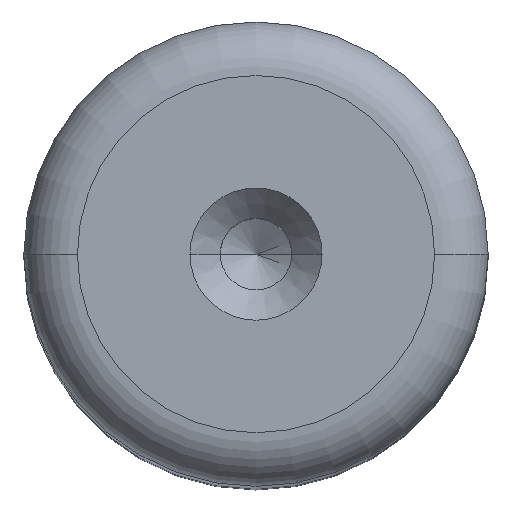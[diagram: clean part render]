
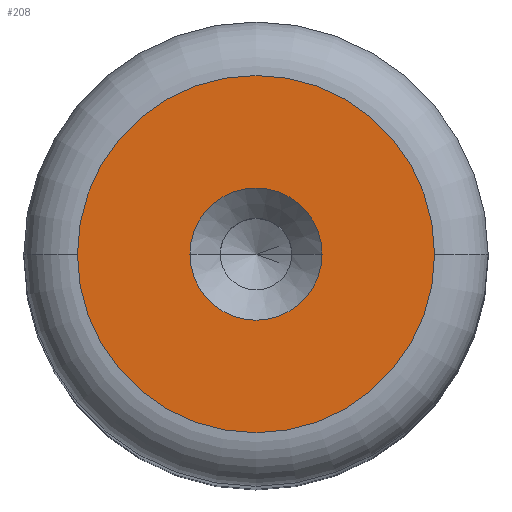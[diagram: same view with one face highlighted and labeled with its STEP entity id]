
A CAD part, top view. The second image highlights one B-rep face of the part: STEP entity #208.
In plain terms, the highlighted planar face has unit normal (0, 0, 1).
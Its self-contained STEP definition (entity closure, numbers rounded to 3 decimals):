
#4 = VERTEX_POINT ( 'NONE', #1563 ) ;
#16 = CARTESIAN_POINT ( 'NONE',  ( -5., 0., 60. ) ) ;
#128 = DIRECTION ( 'NONE',  ( 0., 0., 1. ) ) ;
#179 = CARTESIAN_POINT ( 'NONE',  ( 1.85, 0., 60. ) ) ;
#197 = EDGE_LOOP ( 'NONE', ( #1348, #979 ) ) ;
#200 = EDGE_LOOP ( 'NONE', ( #539, #1109 ) ) ;
#208 = ADVANCED_FACE ( 'NONE', ( #465, #393 ), #918, .T. ) ;
#222 = CARTESIAN_POINT ( 'NONE',  ( 0., 0., 60. ) ) ;
#234 = DIRECTION ( 'NONE',  ( 0., 0., 1. ) ) ;
#236 = VERTEX_POINT ( 'NONE', #16 ) ;
#293 = CARTESIAN_POINT ( 'NONE',  ( -1.85, 0., 60. ) ) ;
#321 = DIRECTION ( 'NONE',  ( 0., 0., 1. ) ) ;
#327 = VERTEX_POINT ( 'NONE', #293 ) ;
#349 = DIRECTION ( 'NONE',  ( 1., 0., 0. ) ) ;
#393 = FACE_OUTER_BOUND ( 'NONE', #197, .T. ) ;
#397 = VERTEX_POINT ( 'NONE', #179 ) ;
#410 = CIRCLE ( 'NONE', #790, 5. ) ;
#465 = FACE_BOUND ( 'NONE', #200, .T. ) ;
#534 = AXIS2_PLACEMENT_3D ( 'NONE', #858, #128, #978 ) ;
#539 = ORIENTED_EDGE ( 'NONE', *, *, #1007, .F. ) ;
#631 = DIRECTION ( 'NONE',  ( 1., 0., 0. ) ) ;
#677 = CARTESIAN_POINT ( 'NONE',  ( 0., 0., 60. ) ) ;
#708 = CIRCLE ( 'NONE', #1301, 5. ) ;
#720 = AXIS2_PLACEMENT_3D ( 'NONE', #840, #321, #631 ) ;
#790 = AXIS2_PLACEMENT_3D ( 'NONE', #222, #1080, #349 ) ;
#791 = DIRECTION ( 'NONE',  ( 1., 0., 0. ) ) ;
#840 = CARTESIAN_POINT ( 'NONE',  ( 0., 0., 60. ) ) ;
#858 = CARTESIAN_POINT ( 'NONE',  ( 0., 0., 60. ) ) ;
#918 = PLANE ( 'NONE',  #720 ) ;
#963 = CARTESIAN_POINT ( 'NONE',  ( 0., 0., 60. ) ) ;
#978 = DIRECTION ( 'NONE',  ( 1., 0., 0. ) ) ;
#979 = ORIENTED_EDGE ( 'NONE', *, *, #1496, .T. ) ;
#1007 = EDGE_CURVE ( 'NONE', #397, #327, #1068, .T. ) ;
#1053 = AXIS2_PLACEMENT_3D ( 'NONE', #677, #1510, #791 ) ;
#1068 = CIRCLE ( 'NONE', #1053, 1.85 ) ;
#1080 = DIRECTION ( 'NONE',  ( 0., 0., 1. ) ) ;
#1088 = DIRECTION ( 'NONE',  ( 1., 0., 0. ) ) ;
#1109 = ORIENTED_EDGE ( 'NONE', *, *, #1575, .F. ) ;
#1301 = AXIS2_PLACEMENT_3D ( 'NONE', #963, #234, #1088 ) ;
#1348 = ORIENTED_EDGE ( 'NONE', *, *, #1451, .T. ) ;
#1451 = EDGE_CURVE ( 'NONE', #4, #236, #410, .T. ) ;
#1496 = EDGE_CURVE ( 'NONE', #236, #4, #708, .T. ) ;
#1510 = DIRECTION ( 'NONE',  ( 0., 0., 1. ) ) ;
#1554 = CIRCLE ( 'NONE', #534, 1.85 ) ;
#1563 = CARTESIAN_POINT ( 'NONE',  ( 5., 0., 60. ) ) ;
#1575 = EDGE_CURVE ( 'NONE', #327, #397, #1554, .T. ) ;
